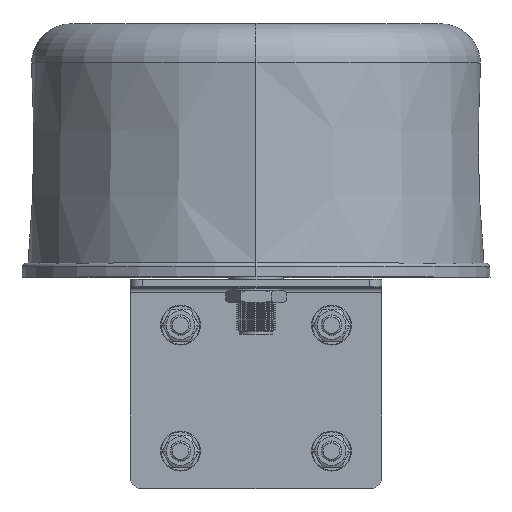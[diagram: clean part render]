
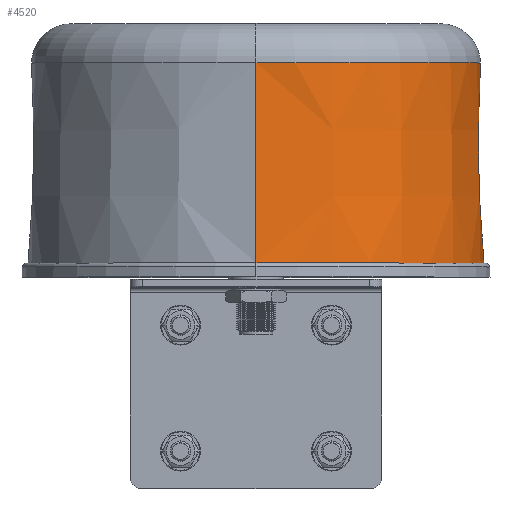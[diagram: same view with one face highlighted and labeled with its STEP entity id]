
A CAD part, top view. The second image highlights one B-rep face of the part: STEP entity #4520.
In plain terms, the highlighted conical face has half-angle 1 degrees and reference radius 90.487 mm.
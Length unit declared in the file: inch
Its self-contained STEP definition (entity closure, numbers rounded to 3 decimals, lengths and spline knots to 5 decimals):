
#101 = CARTESIAN_POINT ( 'NONE',  ( 0., -0.218, 0. ) ) ;
#571 = CARTESIAN_POINT ( 'NONE',  ( 0., -3.34691, -3.50788 ) ) ;
#977 = ORIENTED_EDGE ( 'NONE', *, *, #24599, .T. ) ;
#1499 = ORIENTED_EDGE ( 'NONE', *, *, #19766, .F. ) ;
#1613 = VERTEX_POINT ( 'NONE', #12283 ) ;
#1816 = ORIENTED_EDGE ( 'NONE', *, *, #9167, .T. ) ;
#2776 = LINE ( 'NONE', #6806, #13473 ) ;
#2970 = EDGE_CURVE ( 'NONE', #7896, #21265, #2776, .T. ) ;
#4077 = AXIS2_PLACEMENT_3D ( 'NONE', #5867, #21762, #13693 ) ;
#4260 = EDGE_LOOP ( 'NONE', ( #1816, #7873, #977, #1499 ) ) ;
#4520 = ADVANCED_FACE ( 'NONE', ( #21215 ), #21069, .T. ) ;
#4612 = VECTOR ( 'NONE', #6571, 39.37008 ) ;
#5867 = CARTESIAN_POINT ( 'NONE',  ( 0., -3.34691, 0. ) ) ;
#6571 = DIRECTION ( 'NONE',  ( 0., 1., -0.017 ) ) ;
#6806 = CARTESIAN_POINT ( 'NONE',  ( 0., -0.218, 3.5625 ) ) ;
#6905 = AXIS2_PLACEMENT_3D ( 'NONE', #15547, #13953, #13724 ) ;
#7873 = ORIENTED_EDGE ( 'NONE', *, *, #2970, .T. ) ;
#7896 = VERTEX_POINT ( 'NONE', #8711 ) ;
#8711 = CARTESIAN_POINT ( 'NONE',  ( 0., -3.34691, 3.50788 ) ) ;
#9167 = EDGE_CURVE ( 'NONE', #22241, #7896, #11963, .T. ) ;
#9840 = AXIS2_PLACEMENT_3D ( 'NONE', #101, #15967, #19125 ) ;
#11963 = CIRCLE ( 'NONE', #4077, 3.50788 ) ;
#12283 = CARTESIAN_POINT ( 'NONE',  ( 0., -0.218, -3.5625 ) ) ;
#12431 = LINE ( 'NONE', #22106, #4612 ) ;
#13473 = VECTOR ( 'NONE', #20742, 39.37008 ) ;
#13693 = DIRECTION ( 'NONE',  ( 0., 0., 1. ) ) ;
#13724 = DIRECTION ( 'NONE',  ( 0., 0., 1. ) ) ;
#13953 = DIRECTION ( 'NONE',  ( 0., -1., 0. ) ) ;
#14407 = CIRCLE ( 'NONE', #6905, 3.5625 ) ;
#15547 = CARTESIAN_POINT ( 'NONE',  ( 0., -0.218, 0. ) ) ;
#15967 = DIRECTION ( 'NONE',  ( 0., 1., 0. ) ) ;
#19125 = DIRECTION ( 'NONE',  ( 0., 0., -1. ) ) ;
#19766 = EDGE_CURVE ( 'NONE', #22241, #1613, #12431, .T. ) ;
#20742 = DIRECTION ( 'NONE',  ( 0., 1., 0.017 ) ) ;
#21006 = CARTESIAN_POINT ( 'NONE',  ( 0., -0.218, 3.5625 ) ) ;
#21069 = CONICAL_SURFACE ( 'NONE', #9840, 3.5625, 0.017 ) ;
#21215 = FACE_OUTER_BOUND ( 'NONE', #4260, .T. ) ;
#21265 = VERTEX_POINT ( 'NONE', #21006 ) ;
#21762 = DIRECTION ( 'NONE',  ( 0., 1., 0. ) ) ;
#22106 = CARTESIAN_POINT ( 'NONE',  ( 0., -0.218, -3.5625 ) ) ;
#22241 = VERTEX_POINT ( 'NONE', #571 ) ;
#24599 = EDGE_CURVE ( 'NONE', #21265, #1613, #14407, .T. ) ;
